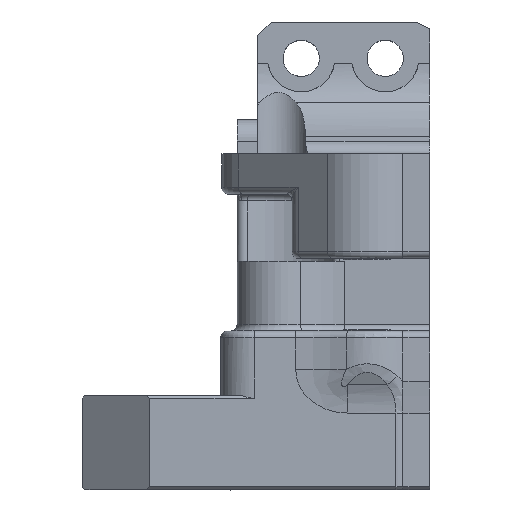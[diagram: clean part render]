
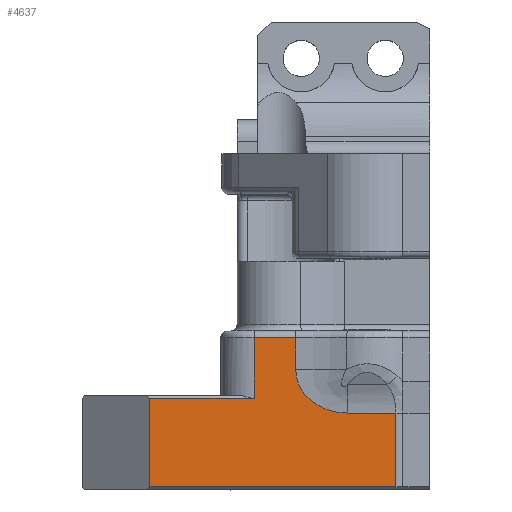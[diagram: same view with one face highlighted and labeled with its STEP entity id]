
A CAD part, top view. The second image highlights one B-rep face of the part: STEP entity #4637.
In plain terms, the highlighted planar face has unit normal (0, 0, 1).
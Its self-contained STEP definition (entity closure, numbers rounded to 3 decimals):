
#224=PLANE('',#5057);
#466=FACE_OUTER_BOUND('',#734,.T.);
#734=EDGE_LOOP('',(#4194,#4195,#4196,#4197,#4198,#4199,#4200,#4201,#4202));
#1018=B_SPLINE_CURVE_WITH_KNOTS('',3,(#13534,#13535,#13536,#13537,#13538,
#13539,#13540,#13541,#13542),.UNSPECIFIED.,.F.,.F.,(4,1,1,1,1,1,4),(-1.,
-0.857,-0.571,-0.429,-0.286,
-0.143,0.),.UNSPECIFIED.);
#1242=LINE('',#11984,#1635);
#1261=LINE('',#13435,#1654);
#1263=LINE('',#13450,#1656);
#1264=LINE('',#13486,#1657);
#1269=LINE('',#13632,#1662);
#1409=LINE('',#14691,#1802);
#1410=LINE('',#14694,#1803);
#1411=LINE('',#14695,#1804);
#1635=VECTOR('',#5641,10.);
#1654=VECTOR('',#5740,10.);
#1656=VECTOR('',#5750,10.);
#1657=VECTOR('',#5757,10.);
#1662=VECTOR('',#5784,10.);
#1802=VECTOR('',#6230,10.);
#1803=VECTOR('',#6233,10.);
#1804=VECTOR('',#6234,10.);
#2084=VERTEX_POINT('',#11973);
#2088=VERTEX_POINT('',#11982);
#2115=VERTEX_POINT('',#13433);
#2118=VERTEX_POINT('',#13442);
#2119=VERTEX_POINT('',#13448);
#2122=VERTEX_POINT('',#13485);
#2128=VERTEX_POINT('',#13631);
#2258=VERTEX_POINT('',#14688);
#2259=VERTEX_POINT('',#14693);
#2631=EDGE_CURVE('',#2088,#2084,#1242,.T.);
#2684=EDGE_CURVE('',#2115,#2088,#1261,.T.);
#2689=EDGE_CURVE('',#2119,#2118,#1263,.T.);
#2693=EDGE_CURVE('',#2084,#2122,#1264,.T.);
#2696=EDGE_CURVE('',#2122,#2119,#1018,.T.);
#2707=EDGE_CURVE('',#2118,#2128,#1269,.T.);
#2933=EDGE_CURVE('',#2128,#2258,#1409,.T.);
#2934=EDGE_CURVE('',#2258,#2259,#1410,.T.);
#2935=EDGE_CURVE('',#2259,#2115,#1411,.T.);
#4194=ORIENTED_EDGE('',*,*,#2934,.F.);
#4195=ORIENTED_EDGE('',*,*,#2933,.F.);
#4196=ORIENTED_EDGE('',*,*,#2707,.F.);
#4197=ORIENTED_EDGE('',*,*,#2689,.F.);
#4198=ORIENTED_EDGE('',*,*,#2696,.F.);
#4199=ORIENTED_EDGE('',*,*,#2693,.F.);
#4200=ORIENTED_EDGE('',*,*,#2631,.F.);
#4201=ORIENTED_EDGE('',*,*,#2684,.F.);
#4202=ORIENTED_EDGE('',*,*,#2935,.F.);
#4637=ADVANCED_FACE('',(#466),#224,.T.);
#5057=AXIS2_PLACEMENT_3D('',#14692,#6231,#6232);
#5641=DIRECTION('',(1.,0.,0.));
#5740=DIRECTION('',(0.,1.,0.));
#5750=DIRECTION('',(1.,0.,0.));
#5757=DIRECTION('',(0.,-1.,0.));
#5784=DIRECTION('',(0.,-1.,0.));
#6230=DIRECTION('',(-1.,0.,0.));
#6231=DIRECTION('center_axis',(0.,0.,
1.));
#6232=DIRECTION('ref_axis',(-1.,0.,0.));
#6233=DIRECTION('',(0.,1.,0.));
#6234=DIRECTION('',(1.,0.,0.));
#11973=CARTESIAN_POINT('',(-46.524,163.613,104.879));
#11982=CARTESIAN_POINT('',(-52.7,163.613,104.879));
#11984=CARTESIAN_POINT('',(-38.641,163.613,104.879));
#13433=CARTESIAN_POINT('',(-52.7,154.613,104.879));
#13435=CARTESIAN_POINT('',(-52.7,175.013,104.879));
#13442=CARTESIAN_POINT('',(-31.629,152.396,104.879));
#13448=CARTESIAN_POINT('',(-38.792,152.396,104.879));
#13450=CARTESIAN_POINT('',(-38.641,152.396,104.879));
#13485=CARTESIAN_POINT('',(-46.524,158.873,104.879));
#13486=CARTESIAN_POINT('',(-46.524,175.013,104.879));
#13534=CARTESIAN_POINT('Ctrl Pts',(-46.524,158.873,104.879));
#13535=CARTESIAN_POINT('Ctrl Pts',(-46.524,158.197,104.879));
#13536=CARTESIAN_POINT('Ctrl Pts',(-46.178,156.341,104.879));
#13537=CARTESIAN_POINT('Ctrl Pts',(-45.026,154.851,104.879));
#13538=CARTESIAN_POINT('Ctrl Pts',(-43.655,153.816,104.879));
#13539=CARTESIAN_POINT('Ctrl Pts',(-42.377,153.076,104.879));
#13540=CARTESIAN_POINT('Ctrl Pts',(-40.755,152.498,104.879));
#13541=CARTESIAN_POINT('Ctrl Pts',(-39.468,152.396,104.879));
#13542=CARTESIAN_POINT('Ctrl Pts',(-38.792,152.396,104.879));
#13631=CARTESIAN_POINT('',(-31.629,141.413,104.879));
#13632=CARTESIAN_POINT('',(-31.629,175.013,104.879));
#14688=CARTESIAN_POINT('',(-68.3,141.413,104.879));
#14691=CARTESIAN_POINT('',(-38.641,141.413,104.879));
#14692=CARTESIAN_POINT('Origin',(-41.402,175.013,104.879));
#14693=CARTESIAN_POINT('',(-68.3,154.613,104.879));
#14694=CARTESIAN_POINT('',(-68.3,158.013,104.879));
#14695=CARTESIAN_POINT('',(-53.911,154.613,104.879));
